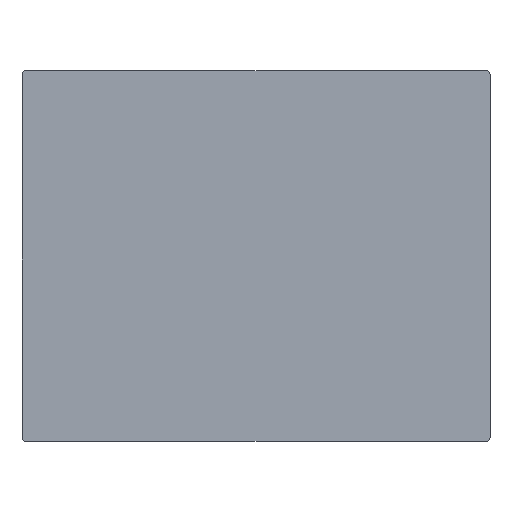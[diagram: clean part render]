
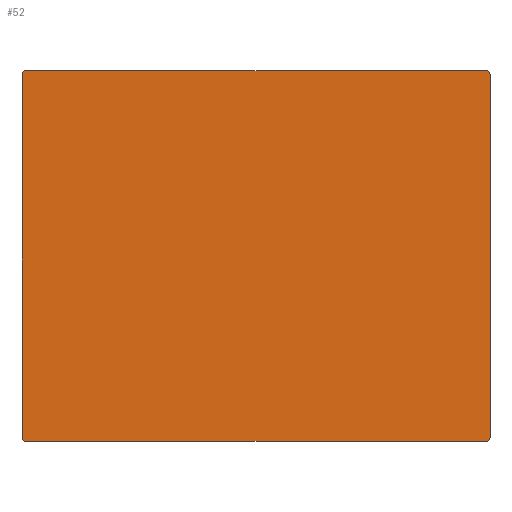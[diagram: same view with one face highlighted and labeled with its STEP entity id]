
A CAD part, top view. The second image highlights one B-rep face of the part: STEP entity #52.
In plain terms, the highlighted planar face has unit normal (0, 0, 1).
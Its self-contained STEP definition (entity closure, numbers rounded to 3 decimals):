
#52=ADVANCED_FACE('',(#86),#88,.T.);
#86=FACE_BOUND('',#87,.T.);
#87=EDGE_LOOP('',(#144,#145,#146,#147,#148,#149,#150,#151));
#88=PLANE('',#89);
#89=AXIS2_PLACEMENT_3D('',#90,#91,#92);
#90=CARTESIAN_POINT('',(0.,0.,2.));
#91=DIRECTION('',(0.,0.,1.));
#92=DIRECTION('',(-1.,0.,0.));
#144=ORIENTED_EDGE('',*,*,#192,.F.);
#145=ORIENTED_EDGE('',*,*,#191,.T.);
#146=ORIENTED_EDGE('',*,*,#193,.F.);
#147=ORIENTED_EDGE('',*,*,#179,.T.);
#148=ORIENTED_EDGE('',*,*,#194,.F.);
#149=ORIENTED_EDGE('',*,*,#181,.T.);
#150=ORIENTED_EDGE('',*,*,#195,.F.);
#151=ORIENTED_EDGE('',*,*,#185,.T.);
#179=EDGE_CURVE('',#201,#205,#207,.T.);
#181=EDGE_CURVE('',#211,#209,#212,.T.);
#185=EDGE_CURVE('',#219,#217,#220,.T.);
#191=EDGE_CURVE('',#225,#229,#231,.T.);
#192=EDGE_CURVE('',#225,#217,#232,.F.);
#193=EDGE_CURVE('',#201,#229,#233,.F.);
#194=EDGE_CURVE('',#211,#205,#234,.F.);
#195=EDGE_CURVE('',#219,#209,#235,.F.);
#201=VERTEX_POINT('',#241);
#205=VERTEX_POINT('',#249);
#207=LINE('',#253,#254);
#209=VERTEX_POINT('',#257);
#211=VERTEX_POINT('',#261);
#212=LINE('',#262,#263);
#217=VERTEX_POINT('',#273);
#219=VERTEX_POINT('',#277);
#220=LINE('',#278,#279);
#225=VERTEX_POINT('',#289);
#229=VERTEX_POINT('',#297);
#231=LINE('',#301,#302);
#232=CIRCLE('',#304,1.);
#233=CIRCLE('',#308,1.);
#234=CIRCLE('',#312,1.);
#235=CIRCLE('',#316,1.);
#241=CARTESIAN_POINT('',(-60.,46.5,2.));
#249=CARTESIAN_POINT('',(-60.,-46.5,2.));
#253=CARTESIAN_POINT('',(-60.,46.5,2.));
#254=VECTOR('',#255,1.);
#255=DIRECTION('',(0.,-1.,0.));
#257=CARTESIAN_POINT('',(59.,-47.5,2.));
#261=CARTESIAN_POINT('',(-59.,-47.5,2.));
#262=CARTESIAN_POINT('',(-59.,-47.5,2.));
#263=VECTOR('',#264,1.);
#264=DIRECTION('',(1.,0.,0.));
#273=CARTESIAN_POINT('',(60.,46.5,2.));
#277=CARTESIAN_POINT('',(60.,-46.5,2.));
#278=CARTESIAN_POINT('',(60.,-46.5,2.));
#279=VECTOR('',#280,1.);
#280=DIRECTION('',(0.,1.,0.));
#289=CARTESIAN_POINT('',(59.,47.5,2.));
#297=CARTESIAN_POINT('',(-59.,47.5,2.));
#301=CARTESIAN_POINT('',(59.,47.5,2.));
#302=VECTOR('',#303,1.);
#303=DIRECTION('',(-1.,0.,0.));
#304=AXIS2_PLACEMENT_3D('',#305,#306,#307);
#305=CARTESIAN_POINT('',(59.,46.5,2.));
#306=DIRECTION('',(0.,0.,1.));
#307=DIRECTION('',(1.,0.,0.));
#308=AXIS2_PLACEMENT_3D('',#309,#310,#311);
#309=CARTESIAN_POINT('',(-59.,46.5,2.));
#310=DIRECTION('',(0.,0.,1.));
#311=DIRECTION('',(0.,1.,0.));
#312=AXIS2_PLACEMENT_3D('',#313,#314,#315);
#313=CARTESIAN_POINT('',(-59.,-46.5,2.));
#314=DIRECTION('',(0.,0.,1.));
#315=DIRECTION('',(-1.,0.,0.));
#316=AXIS2_PLACEMENT_3D('',#317,#318,#319);
#317=CARTESIAN_POINT('',(59.,-46.5,2.));
#318=DIRECTION('',(0.,0.,1.));
#319=DIRECTION('',(0.,-1.,0.));
